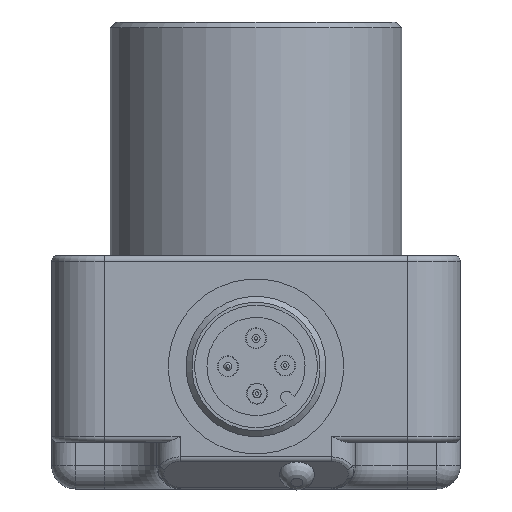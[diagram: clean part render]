
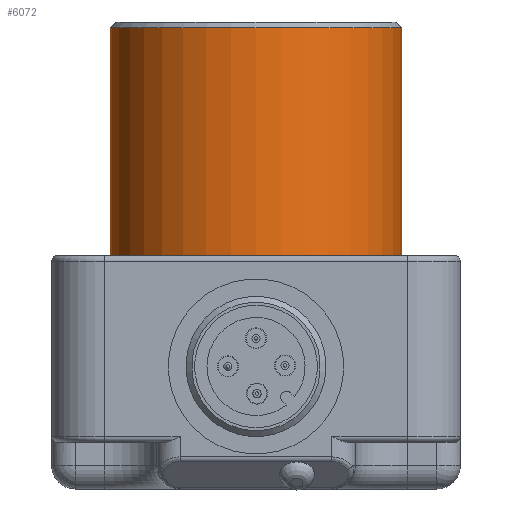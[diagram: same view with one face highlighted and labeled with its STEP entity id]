
A CAD part, left-side view. The second image highlights one B-rep face of the part: STEP entity #6072.
In plain terms, the highlighted cylindrical face has radius 12.5 mm (diameter 25 mm), a full revolution.
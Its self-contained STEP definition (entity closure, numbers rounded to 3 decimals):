
#584=FACE_OUTER_BOUND('',#957,.T.);
#957=EDGE_LOOP('',(#5452,#5453,#5454,#5455,#5456));
#1441=LINE('',#10769,#1886);
#1886=VECTOR('',#8673,12.5);
#2292=CIRCLE('',#6812,12.5);
#2294=CIRCLE('',#6821,12.5);
#2295=CIRCLE('',#6822,12.5);
#2877=VERTEX_POINT('',#10753);
#2879=VERTEX_POINT('',#10765);
#2880=VERTEX_POINT('',#10766);
#3746=EDGE_CURVE('',#2877,#2877,#2292,.T.);
#3749=EDGE_CURVE('',#2879,#2880,#2294,.T.);
#3750=EDGE_CURVE('',#2880,#2879,#2295,.T.);
#3751=EDGE_CURVE('',#2880,#2877,#1441,.T.);
#5452=ORIENTED_EDGE('',*,*,#3749,.F.);
#5453=ORIENTED_EDGE('',*,*,#3750,.F.);
#5454=ORIENTED_EDGE('',*,*,#3751,.T.);
#5455=ORIENTED_EDGE('',*,*,#3746,.F.);
#5456=ORIENTED_EDGE('',*,*,#3751,.F.);
#5768=CYLINDRICAL_SURFACE('',#6820,12.5);
#6072=ADVANCED_FACE('',(#584),#5768,.T.);
#6812=AXIS2_PLACEMENT_3D('',#10754,#8650,#8651);
#6820=AXIS2_PLACEMENT_3D('',#10764,#8667,#8668);
#6821=AXIS2_PLACEMENT_3D('',#10767,#8669,#8670);
#6822=AXIS2_PLACEMENT_3D('',#10768,#8671,#8672);
#8650=DIRECTION('center_axis',(0.,0.,-1.));
#8651=DIRECTION('ref_axis',(1.,0.,0.));
#8667=DIRECTION('center_axis',(0.,0.,1.));
#8668=DIRECTION('ref_axis',(1.,0.,0.));
#8669=DIRECTION('center_axis',(0.,0.,1.));
#8670=DIRECTION('ref_axis',(-1.,0.,0.));
#8671=DIRECTION('center_axis',(0.,0.,1.));
#8672=DIRECTION('ref_axis',(-1.,0.,0.));
#8673=DIRECTION('',(0.,0.,-1.));
#10753=CARTESIAN_POINT('',(30.,17.5,19.9));
#10754=CARTESIAN_POINT('Origin',(42.5,17.5,19.9));
#10764=CARTESIAN_POINT('Origin',(42.5,17.5,19.9));
#10765=CARTESIAN_POINT('',(55.,17.5,39.5));
#10766=CARTESIAN_POINT('',(30.,17.5,39.5));
#10767=CARTESIAN_POINT('Origin',(42.5,17.5,39.5));
#10768=CARTESIAN_POINT('Origin',(42.5,17.5,39.5));
#10769=CARTESIAN_POINT('',(30.,17.5,19.9));
